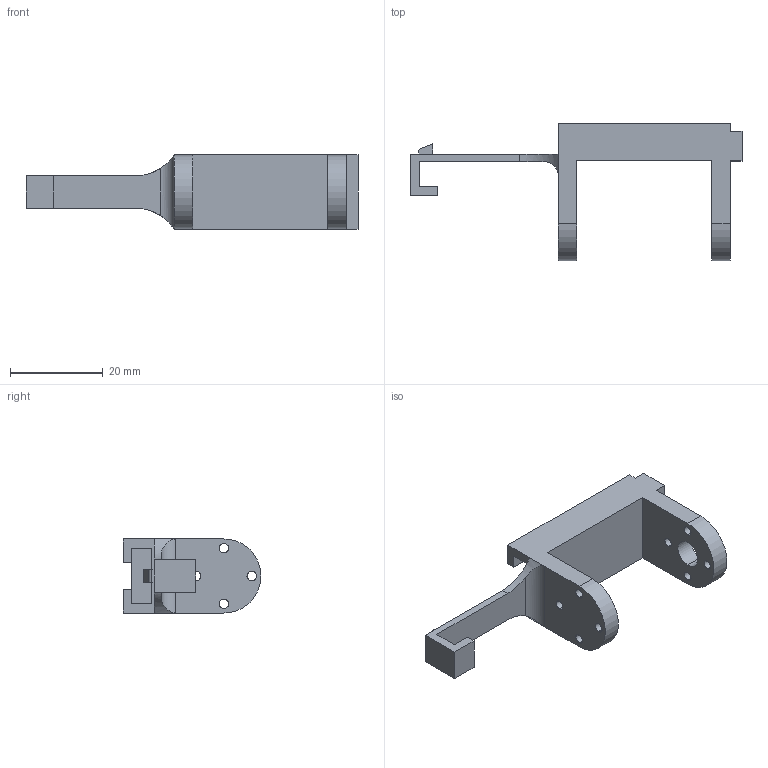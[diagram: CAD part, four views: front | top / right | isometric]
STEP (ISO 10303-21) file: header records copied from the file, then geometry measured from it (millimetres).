
FILE_DESCRIPTION (( 'STEP AP214' ), '1' );
FILE_NAME ('camera_mount.STEP', '2023-11-12T07:13:11', ( '' ), ( '' ), 'SwSTEP 2.0', 'SolidWorks 2023', '' );
FILE_SCHEMA (( 'AUTOMOTIVE_DESIGN' ));
Length unit declared in the file: millimetre
Products named in the file (1): camera_mount
Bounding box: 71.75 x 29.8 x 16 mm (x, y, z)
Volume: 5527.5 mm3; surface area: 5597.7 mm2
Topology: 1 solids, 1 shells, 77 faces, 200 edges, 126 vertices
Faces by surface type: plane 37, cylinder 24, cone 16
Entity records: 2425 total; most frequent: CARTESIAN_POINT 434, DIRECTION 416, ORIENTED_EDGE 400, EDGE_CURVE 200, AXIS2_PLACEMENT_3D 140, LINE 136, VECTOR 136, VERTEX_POINT 126
